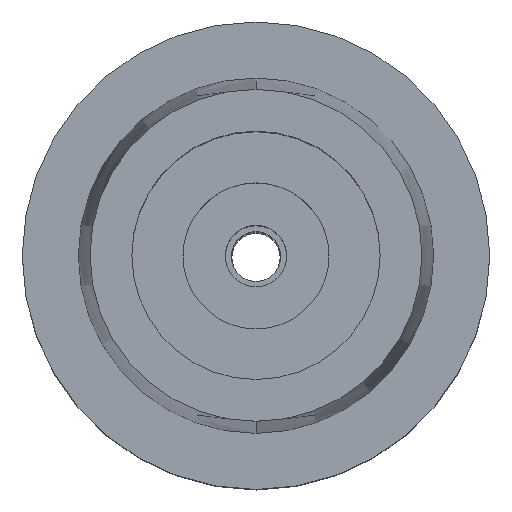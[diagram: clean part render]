
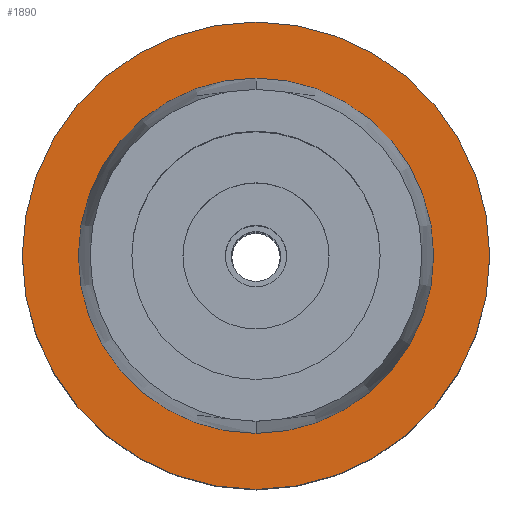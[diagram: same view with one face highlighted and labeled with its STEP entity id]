
A CAD part, top view. The second image highlights one B-rep face of the part: STEP entity #1890.
In plain terms, the highlighted planar face has unit normal (0, 0, 1).
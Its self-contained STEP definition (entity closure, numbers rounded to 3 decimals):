
#156 = DIRECTION ( 'NONE',  ( 0., 1., 0. ) ) ;
#168 = DIRECTION ( 'NONE',  ( 0., -1., 0. ) ) ;
#194 = DIRECTION ( 'NONE',  ( 0., 0., -1. ) ) ;
#228 = CIRCLE ( 'NONE', #1312, 12.16 ) ;
#261 = ORIENTED_EDGE ( 'NONE', *, *, #1928, .F. ) ;
#443 = AXIS2_PLACEMENT_3D ( 'NONE', #2248, #605, #168 ) ;
#597 = EDGE_CURVE ( 'NONE', #1967, #2256, #1195, .T. ) ;
#605 = DIRECTION ( 'NONE',  ( 0., 0., -1. ) ) ;
#707 = ORIENTED_EDGE ( 'NONE', *, *, #597, .F. ) ;
#813 = PLANE ( 'NONE',  #443 ) ;
#1015 = DIRECTION ( 'NONE',  ( 0., 0., 1. ) ) ;
#1049 = CARTESIAN_POINT ( 'NONE',  ( 0., 16., 0. ) ) ;
#1137 = EDGE_CURVE ( 'NONE', #1998, #1776, #2078, .T. ) ;
#1179 = CARTESIAN_POINT ( 'NONE',  ( 0., -16., 0. ) ) ;
#1195 = CIRCLE ( 'NONE', #1680, 16. ) ;
#1312 = AXIS2_PLACEMENT_3D ( 'NONE', #1395, #1015, #156 ) ;
#1337 = ORIENTED_EDGE ( 'NONE', *, *, #1886, .F. ) ;
#1386 = FACE_BOUND ( 'NONE', #2326, .T. ) ;
#1395 = CARTESIAN_POINT ( 'NONE',  ( 0., 0., 0. ) ) ;
#1434 = CARTESIAN_POINT ( 'NONE',  ( 0., -12.16, 0. ) ) ;
#1450 = AXIS2_PLACEMENT_3D ( 'NONE', #2052, #2461, #2617 ) ;
#1490 = DIRECTION ( 'NONE',  ( 0., 0., -1. ) ) ;
#1633 = FACE_OUTER_BOUND ( 'NONE', #2557, .T. ) ;
#1635 = CIRCLE ( 'NONE', #2369, 16. ) ;
#1664 = CARTESIAN_POINT ( 'NONE',  ( 0., 0., 0. ) ) ;
#1680 = AXIS2_PLACEMENT_3D ( 'NONE', #1664, #1490, #2323 ) ;
#1776 = VERTEX_POINT ( 'NONE', #2583 ) ;
#1886 = EDGE_CURVE ( 'NONE', #2256, #1967, #1635, .T. ) ;
#1890 = ADVANCED_FACE ( 'NONE', ( #1633, #1386 ), #813, .F. ) ;
#1928 = EDGE_CURVE ( 'NONE', #1776, #1998, #228, .T. ) ;
#1967 = VERTEX_POINT ( 'NONE', #1179 ) ;
#1992 = ORIENTED_EDGE ( 'NONE', *, *, #1137, .F. ) ;
#1998 = VERTEX_POINT ( 'NONE', #1434 ) ;
#2052 = CARTESIAN_POINT ( 'NONE',  ( 0., 0., 0. ) ) ;
#2078 = CIRCLE ( 'NONE', #1450, 12.16 ) ;
#2248 = CARTESIAN_POINT ( 'NONE',  ( 0., 0., 0. ) ) ;
#2256 = VERTEX_POINT ( 'NONE', #1049 ) ;
#2269 = CARTESIAN_POINT ( 'NONE',  ( 0., 0., 0. ) ) ;
#2323 = DIRECTION ( 'NONE',  ( 0., -1., 0. ) ) ;
#2326 = EDGE_LOOP ( 'NONE', ( #261, #1992 ) ) ;
#2369 = AXIS2_PLACEMENT_3D ( 'NONE', #2269, #194, #2475 ) ;
#2461 = DIRECTION ( 'NONE',  ( 0., 0., 1. ) ) ;
#2475 = DIRECTION ( 'NONE',  ( 0., 1., 0. ) ) ;
#2557 = EDGE_LOOP ( 'NONE', ( #1337, #707 ) ) ;
#2583 = CARTESIAN_POINT ( 'NONE',  ( 0., 12.16, 0. ) ) ;
#2617 = DIRECTION ( 'NONE',  ( 0., -1., 0. ) ) ;
